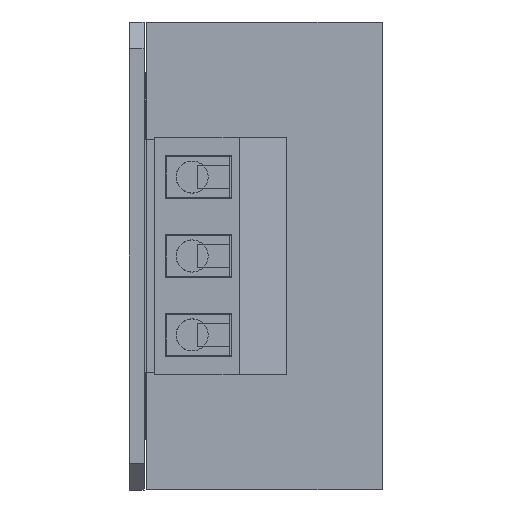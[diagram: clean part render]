
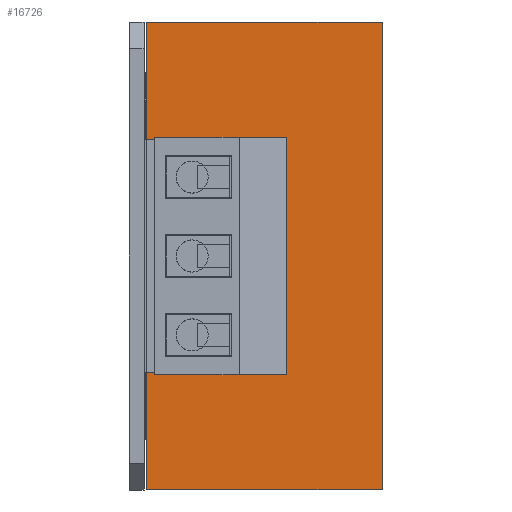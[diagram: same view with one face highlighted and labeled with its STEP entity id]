
A CAD part, left-side view. The second image highlights one B-rep face of the part: STEP entity #16726.
In plain terms, the highlighted planar face has unit normal (-1, 0, 0).
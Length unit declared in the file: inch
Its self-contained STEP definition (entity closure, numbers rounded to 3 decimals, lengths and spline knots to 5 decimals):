
#46 = CIRCLE ( 'NONE', #16160, 0.021 ) ;
#653 = LINE ( 'NONE', #16077, #13169 ) ;
#1372 = CARTESIAN_POINT ( 'NONE',  ( -1.375, 0.276, 0. ) ) ;
#1408 = FACE_BOUND ( 'NONE', #7476, .T. ) ;
#1542 = EDGE_LOOP ( 'NONE', ( #2555, #6726 ) ) ;
#1590 = ORIENTED_EDGE ( 'NONE', *, *, #26261, .F. ) ;
#1815 = DIRECTION ( 'NONE',  ( -1., 0., 0. ) ) ;
#2226 = CARTESIAN_POINT ( 'NONE',  ( -1.375, 0.276, -0.29528 ) ) ;
#2483 = AXIS2_PLACEMENT_3D ( 'NONE', #4311, #10741, #23840 ) ;
#2555 = ORIENTED_EDGE ( 'NONE', *, *, #9071, .F. ) ;
#2595 = CARTESIAN_POINT ( 'NONE',  ( -1.375, 0.276, 0.29528 ) ) ;
#2957 = CARTESIAN_POINT ( 'NONE',  ( -1.375, -0.44, -0.875 ) ) ;
#3402 = CARTESIAN_POINT ( 'NONE',  ( -1.375, 0.276, 0.27428 ) ) ;
#3456 = VERTEX_POINT ( 'NONE', #25651 ) ;
#3613 = CIRCLE ( 'NONE', #13880, 0.021 ) ;
#3771 = DIRECTION ( 'NONE',  ( 0., 0., 1. ) ) ;
#4032 = CIRCLE ( 'NONE', #17889, 0.021 ) ;
#4109 = VECTOR ( 'NONE', #17453, 39.37008 ) ;
#4311 = CARTESIAN_POINT ( 'NONE',  ( -1.375, 0.276, -0.29528 ) ) ;
#4493 = DIRECTION ( 'NONE',  ( 0., 0., 1. ) ) ;
#4539 = ORIENTED_EDGE ( 'NONE', *, *, #7408, .F. ) ;
#4544 = VECTOR ( 'NONE', #14436, 39.37008 ) ;
#4683 = CARTESIAN_POINT ( 'NONE',  ( -1.375, 0.276, -0.31628 ) ) ;
#4913 = VERTEX_POINT ( 'NONE', #26671 ) ;
#6168 = LINE ( 'NONE', #11020, #4109 ) ;
#6176 = CARTESIAN_POINT ( 'NONE',  ( -1.375, 0.276, -0.27428 ) ) ;
#6726 = ORIENTED_EDGE ( 'NONE', *, *, #12872, .F. ) ;
#6956 = CIRCLE ( 'NONE', #2483, 0.021 ) ;
#7012 = EDGE_CURVE ( 'NONE', #26084, #7601, #653, .T. ) ;
#7408 = EDGE_CURVE ( 'NONE', #8210, #26782, #15855, .T. ) ;
#7447 = DIRECTION ( 'NONE',  ( 0., 0., 1. ) ) ;
#7476 = EDGE_LOOP ( 'NONE', ( #11968, #11812 ) ) ;
#7601 = VERTEX_POINT ( 'NONE', #7645 ) ;
#7645 = CARTESIAN_POINT ( 'NONE',  ( -1.375, -0.44, 0.875 ) ) ;
#7675 = EDGE_LOOP ( 'NONE', ( #4539, #17446 ) ) ;
#7968 = CARTESIAN_POINT ( 'NONE',  ( -1.375, 0.44, -0.875 ) ) ;
#8210 = VERTEX_POINT ( 'NONE', #25540 ) ;
#8611 = AXIS2_PLACEMENT_3D ( 'NONE', #1372, #11872, #3771 ) ;
#9071 = EDGE_CURVE ( 'NONE', #21752, #22565, #6956, .T. ) ;
#9213 = ORIENTED_EDGE ( 'NONE', *, *, #7012, .F. ) ;
#10211 = LINE ( 'NONE', #7968, #13639 ) ;
#10378 = DIRECTION ( 'NONE',  ( 0., 0., 1. ) ) ;
#10741 = DIRECTION ( 'NONE',  ( -1., 0., 0. ) ) ;
#11020 = CARTESIAN_POINT ( 'NONE',  ( -1.375, -0.44, -0.875 ) ) ;
#11192 = DIRECTION ( 'NONE',  ( -1., 0., 0. ) ) ;
#11684 = EDGE_CURVE ( 'NONE', #17596, #3456, #3613, .T. ) ;
#11812 = ORIENTED_EDGE ( 'NONE', *, *, #15715, .F. ) ;
#11828 = AXIS2_PLACEMENT_3D ( 'NONE', #2595, #15494, #17854 ) ;
#11872 = DIRECTION ( 'NONE',  ( -1., 0., 0. ) ) ;
#11940 = EDGE_CURVE ( 'NONE', #26782, #8210, #4032, .T. ) ;
#11968 = ORIENTED_EDGE ( 'NONE', *, *, #11684, .F. ) ;
#12872 = EDGE_CURVE ( 'NONE', #22565, #21752, #46, .T. ) ;
#13169 = VECTOR ( 'NONE', #18182, 39.37008 ) ;
#13331 = EDGE_CURVE ( 'NONE', #4913, #15129, #6168, .T. ) ;
#13639 = VECTOR ( 'NONE', #16500, 39.37008 ) ;
#13817 = AXIS2_PLACEMENT_3D ( 'NONE', #2957, #15842, #7447 ) ;
#13864 = CARTESIAN_POINT ( 'NONE',  ( -1.375, 0.276, 0.021 ) ) ;
#13880 = AXIS2_PLACEMENT_3D ( 'NONE', #27157, #1815, #10378 ) ;
#14436 = DIRECTION ( 'NONE',  ( 0., 0., 1. ) ) ;
#14572 = CARTESIAN_POINT ( 'NONE',  ( -1.375, -0.44, -0.875 ) ) ;
#15129 = VERTEX_POINT ( 'NONE', #27759 ) ;
#15494 = DIRECTION ( 'NONE',  ( -1., 0., 0. ) ) ;
#15715 = EDGE_CURVE ( 'NONE', #3456, #17596, #24345, .T. ) ;
#15814 = CARTESIAN_POINT ( 'NONE',  ( -1.375, 0.44, 0.875 ) ) ;
#15842 = DIRECTION ( 'NONE',  ( -1., 0., 0. ) ) ;
#15855 = CIRCLE ( 'NONE', #11828, 0.021 ) ;
#16077 = CARTESIAN_POINT ( 'NONE',  ( -1.375, -0.44, 0.875 ) ) ;
#16160 = AXIS2_PLACEMENT_3D ( 'NONE', #2226, #21616, #4493 ) ;
#16500 = DIRECTION ( 'NONE',  ( 0., 0., 1. ) ) ;
#16726 = ADVANCED_FACE ( 'NONE', ( #17939, #18228, #1408, #26568 ), #26715, .T. ) ;
#17446 = ORIENTED_EDGE ( 'NONE', *, *, #11940, .F. ) ;
#17453 = DIRECTION ( 'NONE',  ( 0., -1., 0. ) ) ;
#17596 = VERTEX_POINT ( 'NONE', #13864 ) ;
#17854 = DIRECTION ( 'NONE',  ( 0., 0., 1. ) ) ;
#17889 = AXIS2_PLACEMENT_3D ( 'NONE', #26135, #11192, #23448 ) ;
#17939 = FACE_BOUND ( 'NONE', #7675, .T. ) ;
#18182 = DIRECTION ( 'NONE',  ( 0., -1., 0. ) ) ;
#18228 = FACE_BOUND ( 'NONE', #1542, .T. ) ;
#18373 = EDGE_LOOP ( 'NONE', ( #9213, #1590, #18716, #23916 ) ) ;
#18716 = ORIENTED_EDGE ( 'NONE', *, *, #13331, .T. ) ;
#21061 = LINE ( 'NONE', #14572, #4544 ) ;
#21616 = DIRECTION ( 'NONE',  ( -1., 0., 0. ) ) ;
#21752 = VERTEX_POINT ( 'NONE', #6176 ) ;
#22565 = VERTEX_POINT ( 'NONE', #4683 ) ;
#23448 = DIRECTION ( 'NONE',  ( 0., 0., 1. ) ) ;
#23840 = DIRECTION ( 'NONE',  ( 0., 0., 1. ) ) ;
#23907 = EDGE_CURVE ( 'NONE', #15129, #7601, #21061, .T. ) ;
#23916 = ORIENTED_EDGE ( 'NONE', *, *, #23907, .T. ) ;
#24345 = CIRCLE ( 'NONE', #8611, 0.021 ) ;
#25540 = CARTESIAN_POINT ( 'NONE',  ( -1.375, 0.276, 0.31628 ) ) ;
#25651 = CARTESIAN_POINT ( 'NONE',  ( -1.375, 0.276, -0.021 ) ) ;
#26084 = VERTEX_POINT ( 'NONE', #15814 ) ;
#26135 = CARTESIAN_POINT ( 'NONE',  ( -1.375, 0.276, 0.29528 ) ) ;
#26261 = EDGE_CURVE ( 'NONE', #4913, #26084, #10211, .T. ) ;
#26568 = FACE_OUTER_BOUND ( 'NONE', #18373, .T. ) ;
#26671 = CARTESIAN_POINT ( 'NONE',  ( -1.375, 0.44, -0.875 ) ) ;
#26715 = PLANE ( 'NONE',  #13817 ) ;
#26782 = VERTEX_POINT ( 'NONE', #3402 ) ;
#27157 = CARTESIAN_POINT ( 'NONE',  ( -1.375, 0.276, 0. ) ) ;
#27759 = CARTESIAN_POINT ( 'NONE',  ( -1.375, -0.44, -0.875 ) ) ;
